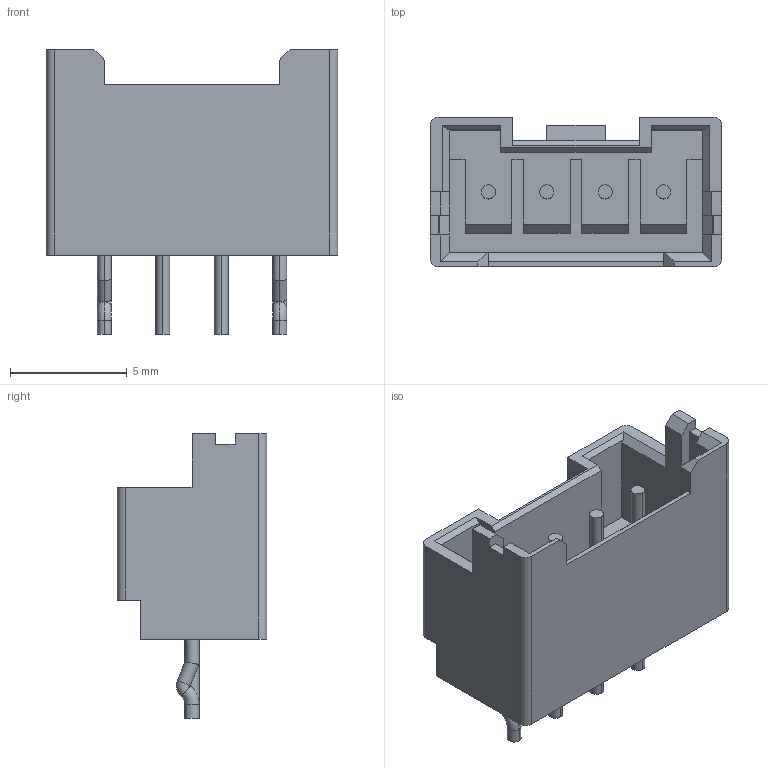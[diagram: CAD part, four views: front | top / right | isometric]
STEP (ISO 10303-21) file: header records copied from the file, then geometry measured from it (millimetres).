
FILE_DESCRIPTION((''),'2;1');
FILE_NAME('C-2132415-4','2018-03-21T',('workeradm'),('TE Connectivity Ltd.'),'CREO PARAMETRIC BY PTC INC, 2016050','CREO PARAMETRIC BY PTC INC, 2016050','');
FILE_SCHEMA(('AUTOMOTIVE_DESIGN { 1 0 10303 214 1 1 1 1 }'));
Length unit declared in the file: millimetre
Products named in the file (1): C-2132415-4
Bounding box: 12.5 x 6.4 x 12.2 mm (x, y, z)
Volume: 271.9 mm3; surface area: 686.7 mm2
Topology: 1 solids, 1 shells, 128 faces, 337 edges, 220 vertices
Faces by surface type: plane 92, cylinder 28, torus 8
Entity records: 4085 total; most frequent: CARTESIAN_POINT 835, ORIENTED_EDGE 674, DIRECTION 645, EDGE_CURVE 337, VECTOR 269, LINE 269, VERTEX_POINT 220, AXIS2_PLACEMENT_3D 188
